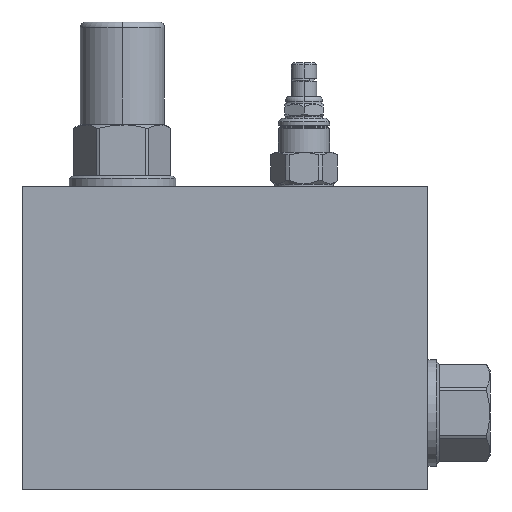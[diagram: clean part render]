
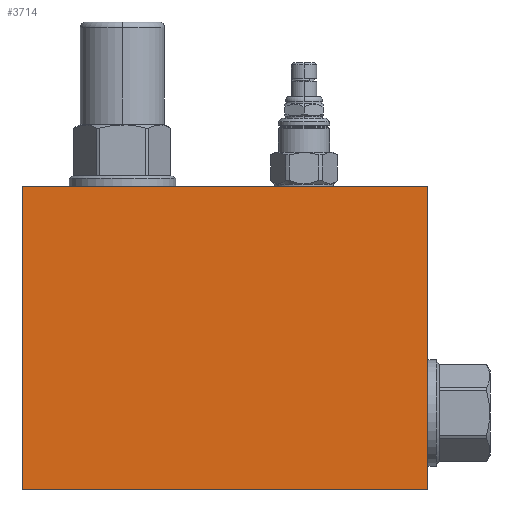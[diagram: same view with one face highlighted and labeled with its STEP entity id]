
A CAD part, left-side view. The second image highlights one B-rep face of the part: STEP entity #3714.
In plain terms, the highlighted planar face has unit normal (-1, 0, 0).
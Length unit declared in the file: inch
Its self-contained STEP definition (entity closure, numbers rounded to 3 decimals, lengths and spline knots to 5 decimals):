
#1=DIRECTION('',(0.,-1.,0.));
#2=VECTOR('',#1,5.938);
#3=CARTESIAN_POINT('',(0.,0.,0.));
#4=LINE('',#3,#2);
#117=DIRECTION('',(0.,0.,1.));
#118=VECTOR('',#117,4.438);
#119=CARTESIAN_POINT('',(0.,0.,0.));
#120=LINE('',#119,#118);
#209=DIRECTION('',(0.,0.,1.));
#210=VECTOR('',#209,4.438);
#211=CARTESIAN_POINT('',(0.,-5.938,0.));
#212=LINE('',#211,#210);
#223=DIRECTION('',(0.,-1.,0.));
#224=VECTOR('',#223,5.938);
#225=CARTESIAN_POINT('',(0.,0.,4.438));
#226=LINE('',#225,#224);
#3103=CARTESIAN_POINT('',(0.,0.,0.));
#3104=CARTESIAN_POINT('',(0.,-5.938,0.));
#3105=VERTEX_POINT('',#3103);
#3106=VERTEX_POINT('',#3104);
#3111=CARTESIAN_POINT('',(0.,0.,4.438));
#3112=CARTESIAN_POINT('',(0.,-5.938,4.438));
#3113=VERTEX_POINT('',#3111);
#3114=VERTEX_POINT('',#3112);
#3700=CARTESIAN_POINT('',(0.,0.,0.));
#3701=DIRECTION('',(-1.,0.,0.));
#3702=DIRECTION('',(0.,-1.,0.));
#3703=AXIS2_PLACEMENT_3D('',#3700,#3701,#3702);
#3704=PLANE('',#3703);
#3705=ORIENTED_EDGE('',*,*,#3629,.F.);
#3707=ORIENTED_EDGE('',*,*,#3706,.T.);
#3709=ORIENTED_EDGE('',*,*,#3708,.T.);
#3711=ORIENTED_EDGE('',*,*,#3710,.F.);
#3712=EDGE_LOOP('',(#3705,#3707,#3709,#3711));
#3713=FACE_OUTER_BOUND('',#3712,.F.);
#3714=ADVANCED_FACE('',(#3713),#3704,.T.);
#3629=EDGE_CURVE('',#3105,#3106,#4,.T.);
#3706=EDGE_CURVE('',#3105,#3113,#120,.T.);
#3708=EDGE_CURVE('',#3113,#3114,#226,.T.);
#3710=EDGE_CURVE('',#3106,#3114,#212,.T.);
